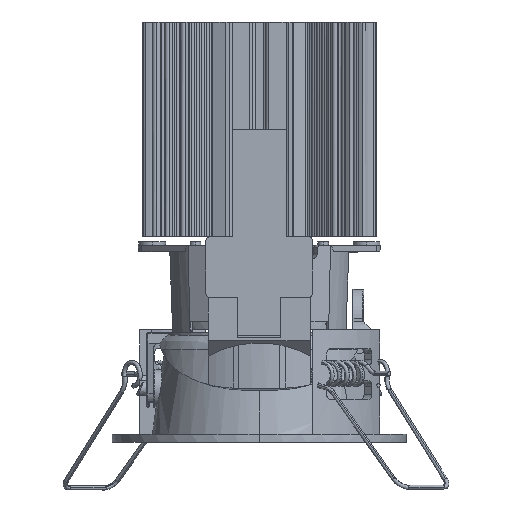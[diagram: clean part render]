
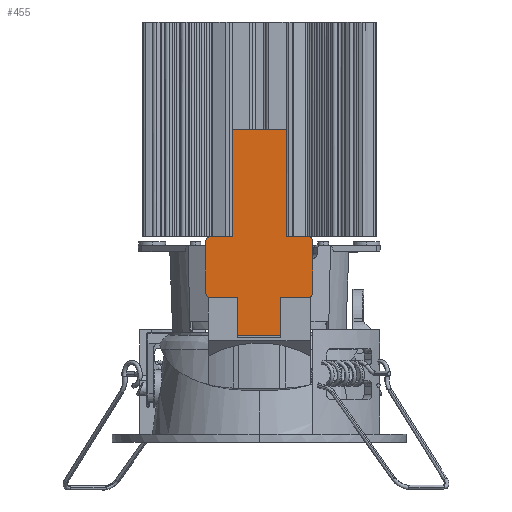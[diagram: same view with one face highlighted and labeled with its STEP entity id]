
A CAD part, left-side view. The second image highlights one B-rep face of the part: STEP entity #455.
In plain terms, the highlighted planar face has unit normal (-1, 0, 0).
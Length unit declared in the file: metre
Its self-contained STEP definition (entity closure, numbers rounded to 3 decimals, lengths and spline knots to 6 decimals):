
#455=ADVANCED_FACE('',(#1750),#21406,.T.);
#1750=FACE_OUTER_BOUND('',#3064,.T.);
#3064=EDGE_LOOP('',(#5969,#5970,#5971,#5972,#5973,#5974,#5975,#5976,#5977,
#5978,#5979,#5980,#5981,#5982,#5983,#5984,#5985,#5986,#5987,#5988));
#5969=ORIENTED_EDGE('',*,*,#12374,.F.);
#5970=ORIENTED_EDGE('',*,*,#12339,.F.);
#5971=ORIENTED_EDGE('',*,*,#12376,.F.);
#5972=ORIENTED_EDGE('',*,*,#12348,.F.);
#5973=ORIENTED_EDGE('',*,*,#12349,.F.);
#5974=ORIENTED_EDGE('',*,*,#12362,.F.);
#5975=ORIENTED_EDGE('',*,*,#12350,.F.);
#5976=ORIENTED_EDGE('',*,*,#12364,.F.);
#5977=ORIENTED_EDGE('',*,*,#12351,.F.);
#5978=ORIENTED_EDGE('',*,*,#12352,.F.);
#5979=ORIENTED_EDGE('',*,*,#12366,.F.);
#5980=ORIENTED_EDGE('',*,*,#12317,.F.);
#5981=ORIENTED_EDGE('',*,*,#12372,.F.);
#5982=ORIENTED_EDGE('',*,*,#12321,.F.);
#5983=ORIENTED_EDGE('',*,*,#12327,.F.);
#5984=ORIENTED_EDGE('',*,*,#12370,.F.);
#5985=ORIENTED_EDGE('',*,*,#12330,.F.);
#5986=ORIENTED_EDGE('',*,*,#12368,.F.);
#5987=ORIENTED_EDGE('',*,*,#12332,.F.);
#5988=ORIENTED_EDGE('',*,*,#12338,.F.);
#12317=EDGE_CURVE('',#19377,#19378,#15668,.T.);
#12321=EDGE_CURVE('',#19381,#19382,#15672,.T.);
#12327=EDGE_CURVE('',#19386,#19381,#15678,.T.);
#12330=EDGE_CURVE('',#19389,#19390,#15681,.T.);
#12332=EDGE_CURVE('',#19391,#19392,#15683,.T.);
#12338=EDGE_CURVE('',#19396,#19391,#15689,.T.);
#12339=EDGE_CURVE('',#19397,#19398,#15690,.T.);
#12348=EDGE_CURVE('',#19410,#19409,#15699,.T.);
#12349=EDGE_CURVE('',#19411,#19410,#15700,.T.);
#12350=EDGE_CURVE('',#19413,#19412,#15701,.T.);
#12351=EDGE_CURVE('',#19415,#19414,#15702,.T.);
#12352=EDGE_CURVE('',#19416,#19415,#15703,.T.);
#12362=EDGE_CURVE('',#19412,#19411,#17472,.T.);
#12364=EDGE_CURVE('',#19414,#19413,#17474,.T.);
#12366=EDGE_CURVE('',#19378,#19416,#17476,.T.);
#12368=EDGE_CURVE('',#19392,#19389,#17478,.T.);
#12370=EDGE_CURVE('',#19390,#19386,#17480,.T.);
#12372=EDGE_CURVE('',#19382,#19377,#17482,.T.);
#12374=EDGE_CURVE('',#19398,#19396,#17484,.T.);
#12376=EDGE_CURVE('',#19409,#19397,#17486,.T.);
#15668=B_SPLINE_CURVE_WITH_KNOTS('',1,(#30252,#30253),.UNSPECIFIED.,.F.,
 .F.,(2,2),(-0.013,0.),.UNSPECIFIED.);
#15672=B_SPLINE_CURVE_WITH_KNOTS('',1,(#30260,#30261),.UNSPECIFIED.,.F.,
 .F.,(2,2),(-0.006,0.),.UNSPECIFIED.);
#15678=B_SPLINE_CURVE_WITH_KNOTS('',1,(#30272,#30273),.UNSPECIFIED.,.F.,
 .F.,(2,2),(-0.0015,0.),.UNSPECIFIED.);
#15681=B_SPLINE_CURVE_WITH_KNOTS('',1,(#30278,#30279),.UNSPECIFIED.,.F.,
 .F.,(2,2),(-0.0095,0.),.UNSPECIFIED.);
#15683=B_SPLINE_CURVE_WITH_KNOTS('',1,(#30282,#30283),.UNSPECIFIED.,.F.,
 .F.,(2,2),(-0.00175,0.),.UNSPECIFIED.);
#15689=B_SPLINE_CURVE_WITH_KNOTS('',1,(#30294,#30295),.UNSPECIFIED.,.F.,
 .F.,(2,2),(-0.018,0.),.UNSPECIFIED.);
#15690=B_SPLINE_CURVE_WITH_KNOTS('',1,(#30296,#30297),.UNSPECIFIED.,.F.,
 .F.,(2,2),(-0.0105,0.),.UNSPECIFIED.);
#15699=B_SPLINE_CURVE_WITH_KNOTS('',1,(#30314,#30315),.UNSPECIFIED.,.F.,
 .F.,(2,2),(0.,0.018),.UNSPECIFIED.);
#15700=B_SPLINE_CURVE_WITH_KNOTS('',1,(#30316,#30317),.UNSPECIFIED.,.F.,
 .F.,(2,2),(0.,0.00175),.UNSPECIFIED.);
#15701=B_SPLINE_CURVE_WITH_KNOTS('',1,(#30318,#30319),.UNSPECIFIED.,.F.,
 .F.,(2,2),(0.,0.0095),.UNSPECIFIED.);
#15702=B_SPLINE_CURVE_WITH_KNOTS('',1,(#30320,#30321),.UNSPECIFIED.,.F.,
 .F.,(2,2),(0.,0.0015),.UNSPECIFIED.);
#15703=B_SPLINE_CURVE_WITH_KNOTS('',1,(#30322,#30323),.UNSPECIFIED.,.F.,
 .F.,(2,2),(0.,0.006),.UNSPECIFIED.);
#17472=(
BOUNDED_CURVE()
B_SPLINE_CURVE(2,(#30343,#30344,#30345),.UNSPECIFIED.,.F.,.F.)
B_SPLINE_CURVE_WITH_KNOTS((3,3),(0.,0.001571),.UNSPECIFIED.)
CURVE()
GEOMETRIC_REPRESENTATION_ITEM()
RATIONAL_B_SPLINE_CURVE((1.,0.707,1.))
REPRESENTATION_ITEM('')
);
#17474=(
BOUNDED_CURVE()
B_SPLINE_CURVE(2,(#30349,#30350,#30351),.UNSPECIFIED.,.F.,.F.)
B_SPLINE_CURVE_WITH_KNOTS((3,3),(0.,0.001571),.UNSPECIFIED.)
CURVE()
GEOMETRIC_REPRESENTATION_ITEM()
RATIONAL_B_SPLINE_CURVE((1.,0.707,1.))
REPRESENTATION_ITEM('')
);
#17476=(
BOUNDED_CURVE()
B_SPLINE_CURVE(2,(#30355,#30356,#30357),.UNSPECIFIED.,.F.,.F.)
B_SPLINE_CURVE_WITH_KNOTS((3,3),(0.,0.001571),.UNSPECIFIED.)
CURVE()
GEOMETRIC_REPRESENTATION_ITEM()
RATIONAL_B_SPLINE_CURVE((1.,0.707,1.))
REPRESENTATION_ITEM('')
);
#17478=(
BOUNDED_CURVE()
B_SPLINE_CURVE(2,(#30361,#30362,#30363),.UNSPECIFIED.,.F.,.F.)
B_SPLINE_CURVE_WITH_KNOTS((3,3),(0.,0.001571),.UNSPECIFIED.)
CURVE()
GEOMETRIC_REPRESENTATION_ITEM()
RATIONAL_B_SPLINE_CURVE((1.,0.707,1.))
REPRESENTATION_ITEM('')
);
#17480=(
BOUNDED_CURVE()
B_SPLINE_CURVE(2,(#30367,#30368,#30369),.UNSPECIFIED.,.F.,.F.)
B_SPLINE_CURVE_WITH_KNOTS((3,3),(0.,0.001571),.UNSPECIFIED.)
CURVE()
GEOMETRIC_REPRESENTATION_ITEM()
RATIONAL_B_SPLINE_CURVE((1.,0.707,1.))
REPRESENTATION_ITEM('')
);
#17482=(
BOUNDED_CURVE()
B_SPLINE_CURVE(2,(#30373,#30374,#30375),.UNSPECIFIED.,.F.,.F.)
B_SPLINE_CURVE_WITH_KNOTS((3,3),(0.,0.001571),.UNSPECIFIED.)
CURVE()
GEOMETRIC_REPRESENTATION_ITEM()
RATIONAL_B_SPLINE_CURVE((1.,0.707,1.))
REPRESENTATION_ITEM('')
);
#17484=(
BOUNDED_CURVE()
B_SPLINE_CURVE(2,(#30379,#30380,#30381),.UNSPECIFIED.,.F.,.F.)
B_SPLINE_CURVE_WITH_KNOTS((3,3),(0.,0.003142),.UNSPECIFIED.)
CURVE()
GEOMETRIC_REPRESENTATION_ITEM()
RATIONAL_B_SPLINE_CURVE((1.,0.707,1.))
REPRESENTATION_ITEM('')
);
#17486=(
BOUNDED_CURVE()
B_SPLINE_CURVE(2,(#30385,#30386,#30387),.UNSPECIFIED.,.F.,.F.)
B_SPLINE_CURVE_WITH_KNOTS((3,3),(0.,0.003142),.UNSPECIFIED.)
CURVE()
GEOMETRIC_REPRESENTATION_ITEM()
RATIONAL_B_SPLINE_CURVE((1.,0.707,1.))
REPRESENTATION_ITEM('')
);
#19377=VERTEX_POINT('',#30212);
#19378=VERTEX_POINT('',#30213);
#19381=VERTEX_POINT('',#30216);
#19382=VERTEX_POINT('',#30217);
#19386=VERTEX_POINT('',#30221);
#19389=VERTEX_POINT('',#30224);
#19390=VERTEX_POINT('',#30225);
#19391=VERTEX_POINT('',#30226);
#19392=VERTEX_POINT('',#30227);
#19396=VERTEX_POINT('',#30231);
#19397=VERTEX_POINT('',#30232);
#19398=VERTEX_POINT('',#30233);
#19409=VERTEX_POINT('',#30244);
#19410=VERTEX_POINT('',#30245);
#19411=VERTEX_POINT('',#30246);
#19412=VERTEX_POINT('',#30247);
#19413=VERTEX_POINT('',#30248);
#19414=VERTEX_POINT('',#30249);
#19415=VERTEX_POINT('',#30250);
#19416=VERTEX_POINT('',#30251);
#21406=PLANE('',#22767);
#22767=AXIS2_PLACEMENT_3D('',#30062,#23288,$);
#23288=DIRECTION('',(-1.,0.,0.));
#30062=CARTESIAN_POINT('',(-0.021288,0.613166,-0.71305));
#30212=CARTESIAN_POINT('',(-0.021288,-0.006534,-0.108));
#30213=CARTESIAN_POINT('',(-0.021288,0.006466,-0.108));
#30216=CARTESIAN_POINT('',(-0.021288,-0.007534,-0.101));
#30217=CARTESIAN_POINT('',(-0.021288,-0.007534,-0.107));
#30221=CARTESIAN_POINT('',(-0.021288,-0.009034,-0.101));
#30224=CARTESIAN_POINT('',(-0.021288,-0.010034,-0.0905));
#30225=CARTESIAN_POINT('',(-0.021288,-0.010034,-0.1));
#30226=CARTESIAN_POINT('',(-0.021288,-0.007284,-0.0895));
#30227=CARTESIAN_POINT('',(-0.021288,-0.009034,-0.0895));
#30231=CARTESIAN_POINT('',(-0.021288,-0.007284,-0.0715));
#30232=CARTESIAN_POINT('',(-0.021288,0.005216,-0.0695));
#30233=CARTESIAN_POINT('',(-0.021288,-0.005284,-0.0695));
#30244=CARTESIAN_POINT('',(-0.021288,0.007216,-0.0715));
#30245=CARTESIAN_POINT('',(-0.021288,0.007216,-0.0895));
#30246=CARTESIAN_POINT('',(-0.021288,0.008966,-0.0895));
#30247=CARTESIAN_POINT('',(-0.021288,0.009966,-0.0905));
#30248=CARTESIAN_POINT('',(-0.021288,0.009966,-0.1));
#30249=CARTESIAN_POINT('',(-0.021288,0.008966,-0.101));
#30250=CARTESIAN_POINT('',(-0.021288,0.007466,-0.101));
#30251=CARTESIAN_POINT('',(-0.021288,0.007466,-0.107));
#30252=CARTESIAN_POINT('',(-0.021288,-0.006534,-0.108));
#30253=CARTESIAN_POINT('',(-0.021288,0.006466,-0.108));
#30260=CARTESIAN_POINT('',(-0.021288,-0.007534,-0.101));
#30261=CARTESIAN_POINT('',(-0.021288,-0.007534,-0.107));
#30272=CARTESIAN_POINT('',(-0.021288,-0.009034,-0.101));
#30273=CARTESIAN_POINT('',(-0.021288,-0.007534,-0.101));
#30278=CARTESIAN_POINT('',(-0.021288,-0.010034,-0.0905));
#30279=CARTESIAN_POINT('',(-0.021288,-0.010034,-0.1));
#30282=CARTESIAN_POINT('',(-0.021288,-0.007284,-0.0895));
#30283=CARTESIAN_POINT('',(-0.021288,-0.009034,-0.0895));
#30294=CARTESIAN_POINT('',(-0.021288,-0.007284,-0.0715));
#30295=CARTESIAN_POINT('',(-0.021288,-0.007284,-0.0895));
#30296=CARTESIAN_POINT('',(-0.021288,0.005216,-0.0695));
#30297=CARTESIAN_POINT('',(-0.021288,-0.005284,-0.0695));
#30314=CARTESIAN_POINT('',(-0.021288,0.007216,-0.0895));
#30315=CARTESIAN_POINT('',(-0.021288,0.007216,-0.0715));
#30316=CARTESIAN_POINT('',(-0.021288,0.008966,-0.0895));
#30317=CARTESIAN_POINT('',(-0.021288,0.007216,-0.0895));
#30318=CARTESIAN_POINT('',(-0.021288,0.009966,-0.1));
#30319=CARTESIAN_POINT('',(-0.021288,0.009966,-0.0905));
#30320=CARTESIAN_POINT('',(-0.021288,0.007466,-0.101));
#30321=CARTESIAN_POINT('',(-0.021288,0.008966,-0.101));
#30322=CARTESIAN_POINT('',(-0.021288,0.007466,-0.107));
#30323=CARTESIAN_POINT('',(-0.021288,0.007466,-0.101));
#30343=CARTESIAN_POINT('',(-0.021288,0.009966,-0.0905));
#30344=CARTESIAN_POINT('',(-0.021288,0.009966,-0.0895));
#30345=CARTESIAN_POINT('',(-0.021288,0.008966,-0.0895));
#30349=CARTESIAN_POINT('',(-0.021288,0.008966,-0.101));
#30350=CARTESIAN_POINT('',(-0.021288,0.009966,-0.101));
#30351=CARTESIAN_POINT('',(-0.021288,0.009966,-0.1));
#30355=CARTESIAN_POINT('',(-0.021288,0.006466,-0.108));
#30356=CARTESIAN_POINT('',(-0.021288,0.007466,-0.108));
#30357=CARTESIAN_POINT('',(-0.021288,0.007466,-0.107));
#30361=CARTESIAN_POINT('',(-0.021288,-0.009034,-0.0895));
#30362=CARTESIAN_POINT('',(-0.021288,-0.010034,-0.0895));
#30363=CARTESIAN_POINT('',(-0.021288,-0.010034,-0.0905));
#30367=CARTESIAN_POINT('',(-0.021288,-0.010034,-0.1));
#30368=CARTESIAN_POINT('',(-0.021288,-0.010034,-0.101));
#30369=CARTESIAN_POINT('',(-0.021288,-0.009034,-0.101));
#30373=CARTESIAN_POINT('',(-0.021288,-0.007534,-0.107));
#30374=CARTESIAN_POINT('',(-0.021288,-0.007534,-0.108));
#30375=CARTESIAN_POINT('',(-0.021288,-0.006534,-0.108));
#30379=CARTESIAN_POINT('',(-0.021288,-0.005284,-0.0695));
#30380=CARTESIAN_POINT('',(-0.021288,-0.007284,-0.0695));
#30381=CARTESIAN_POINT('',(-0.021288,-0.007284,-0.0715));
#30385=CARTESIAN_POINT('',(-0.021288,0.007216,-0.0715));
#30386=CARTESIAN_POINT('',(-0.021288,0.007216,-0.0695));
#30387=CARTESIAN_POINT('',(-0.021288,0.005216,-0.0695));
